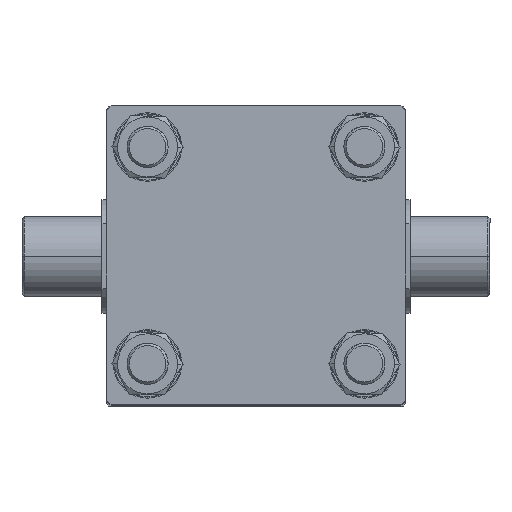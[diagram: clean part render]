
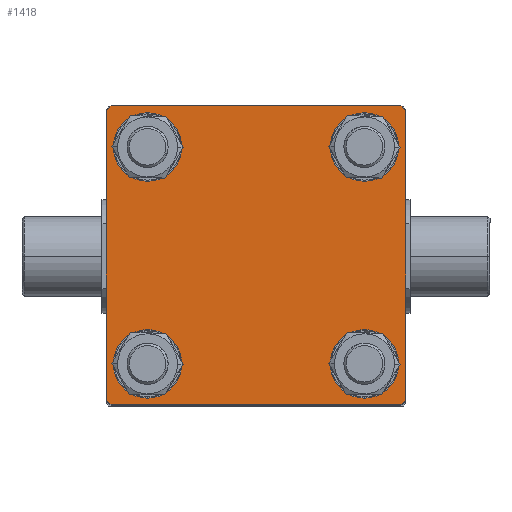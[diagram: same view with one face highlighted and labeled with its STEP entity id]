
A CAD part, top view. The second image highlights one B-rep face of the part: STEP entity #1418.
In plain terms, the highlighted face is planar.
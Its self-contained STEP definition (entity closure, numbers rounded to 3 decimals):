
#671 = ORIENTED_EDGE ( 'NONE', *, *, #2203, .F. ) ;
#672 = ORIENTED_EDGE ( 'NONE', *, *, #2134, .F. ) ;
#673 = ORIENTED_EDGE ( 'NONE', *, *, #2202, .F. ) ;
#674 = ORIENTED_EDGE ( 'NONE', *, *, #2225, .F. ) ;
#675 = ORIENTED_EDGE ( 'NONE', *, *, #2201, .F. ) ;
#676 = ORIENTED_EDGE ( 'NONE', *, *, #2187, .F. ) ;
#677 = ORIENTED_EDGE ( 'NONE', *, *, #2122, .F. ) ;
#679 = ORIENTED_EDGE ( 'NONE', *, *, #2204, .F. ) ;
#680 = ORIENTED_EDGE ( 'NONE', *, *, #2127, .F. ) ;
#681 = ORIENTED_EDGE ( 'NONE', *, *, #2207, .T. ) ;
#682 = ORIENTED_EDGE ( 'NONE', *, *, #2195, .F. ) ;
#683 = ORIENTED_EDGE ( 'NONE', *, *, #2206, .T. ) ;
#684 = ORIENTED_EDGE ( 'NONE', *, *, #2198, .F. ) ;
#685 = ORIENTED_EDGE ( 'NONE', *, *, #2205, .T. ) ;
#689 = ORIENTED_EDGE ( 'NONE', *, *, #2208, .T. ) ;
#690 = ORIENTED_EDGE ( 'NONE', *, *, #2191, .F. ) ;
#974 = FACE_BOUND ( 'NONE', #8509, .T. ) ;
#991 = FACE_BOUND ( 'NONE', #8395, .T. ) ;
#1000 = FACE_BOUND ( 'NONE', #8635, .T. ) ;
#1005 = FACE_OUTER_BOUND ( 'NONE', #8528, .T. ) ;
#1008 = FACE_BOUND ( 'NONE', #8753, .T. ) ;
#1418 = ADVANCED_FACE ( 'NONE', ( #991, #1008, #1000, #974, #1005 ), #4250, .T. ) ;
#1536 = AXIS2_PLACEMENT_3D ( 'NONE', #5272, #5273, #5274 ) ;
#1539 = AXIS2_PLACEMENT_3D ( 'NONE', #5276, #5277, #5278 ) ;
#1540 = AXIS2_PLACEMENT_3D ( 'NONE', #5279, #5280, #5282 ) ;
#1541 = AXIS2_PLACEMENT_3D ( 'NONE', #5285, #5286, #5284 ) ;
#1577 = AXIS2_PLACEMENT_3D ( 'NONE', #4624, #4902, #4869 ) ;
#1581 = AXIS2_PLACEMENT_3D ( 'NONE', #4711, #4618, #4736 ) ;
#1585 = AXIS2_PLACEMENT_3D ( 'NONE', #4898, #4623, #4733 ) ;
#2006 = LINE ( 'NONE', #5256, #2013 ) ;
#2013 = VECTOR ( 'NONE', #5253, 1000. ) ;
#2122 = EDGE_CURVE ( 'NONE', #3139, #3480, #8139, .T. ) ;
#2127 = EDGE_CURVE ( 'NONE', #3122, #3350, #8145, .T. ) ;
#2134 = EDGE_CURVE ( 'NONE', #3227, #3161, #8154, .T. ) ;
#2187 = EDGE_CURVE ( 'NONE', #3250, #3292, #5660, .T. ) ;
#2191 = EDGE_CURVE ( 'NONE', #3147, #3488, #5640, .T. ) ;
#2195 = EDGE_CURVE ( 'NONE', #3190, #3127, #5630, .T. ) ;
#2198 = EDGE_CURVE ( 'NONE', #3328, #3495, #5616, .T. ) ;
#2201 = EDGE_CURVE ( 'NONE', #3494, #3268, #5637, .T. ) ;
#2202 = EDGE_CURVE ( 'NONE', #3161, #3227, #5614, .T. ) ;
#2203 = EDGE_CURVE ( 'NONE', #3350, #3122, #5615, .T. ) ;
#2204 = EDGE_CURVE ( 'NONE', #3480, #3139, #5656, .T. ) ;
#2205 = EDGE_CURVE ( 'NONE', #3250, #3495, #5644, .T. ) ;
#2206 = EDGE_CURVE ( 'NONE', #3328, #3127, #5618, .T. ) ;
#2207 = EDGE_CURVE ( 'NONE', #3190, #3488, #5650, .T. ) ;
#2208 = EDGE_CURVE ( 'NONE', #3147, #3292, #2006, .T. ) ;
#2225 = EDGE_CURVE ( 'NONE', #3268, #3494, #5046, .T. ) ;
#2706 = CARTESIAN_POINT ( 'NONE',  ( -65.5, 63.5, 0. ) ) ;
#2725 = CARTESIAN_POINT ( 'NONE',  ( 38., -47.5, 0. ) ) ;
#2737 = CARTESIAN_POINT ( 'NONE',  ( 63.5, 65.5, 0. ) ) ;
#2753 = CARTESIAN_POINT ( 'NONE',  ( -38., 47.5, 0. ) ) ;
#2758 = CARTESIAN_POINT ( 'NONE',  ( -38., -47.5, 0. ) ) ;
#2761 = CARTESIAN_POINT ( 'NONE',  ( -65.5, -63.5, 0. ) ) ;
#2865 = DIRECTION ( 'NONE',  ( -1., 0., 0. ) ) ;
#2866 = DIRECTION ( 'NONE',  ( 0., 0., -1. ) ) ;
#2867 = CARTESIAN_POINT ( 'NONE',  ( 47.5, 47.5, 0. ) ) ;
#3122 = VERTEX_POINT ( 'NONE', #2758 ) ;
#3127 = VERTEX_POINT ( 'NONE', #2761 ) ;
#3139 = VERTEX_POINT ( 'NONE', #2753 ) ;
#3147 = VERTEX_POINT ( 'NONE', #2737 ) ;
#3161 = VERTEX_POINT ( 'NONE', #2725 ) ;
#3190 = VERTEX_POINT ( 'NONE', #2706 ) ;
#3227 = VERTEX_POINT ( 'NONE', #5761 ) ;
#3250 = VERTEX_POINT ( 'NONE', #5857 ) ;
#3268 = VERTEX_POINT ( 'NONE', #5925 ) ;
#3292 = VERTEX_POINT ( 'NONE', #5844 ) ;
#3328 = VERTEX_POINT ( 'NONE', #5927 ) ;
#3350 = VERTEX_POINT ( 'NONE', #5898 ) ;
#3480 = VERTEX_POINT ( 'NONE', #5869 ) ;
#3488 = VERTEX_POINT ( 'NONE', #5759 ) ;
#3494 = VERTEX_POINT ( 'NONE', #5757 ) ;
#3495 = VERTEX_POINT ( 'NONE', #5756 ) ;
#4250 = PLANE ( 'NONE',  #8325 ) ;
#4379 = CARTESIAN_POINT ( 'NONE',  ( 0., 0., 0. ) ) ;
#4400 = DIRECTION ( 'NONE',  ( -1., 0., 0. ) ) ;
#4412 = DIRECTION ( 'NONE',  ( 0., 0., -1. ) ) ;
#4618 = DIRECTION ( 'NONE',  ( 0., 0., -1. ) ) ;
#4623 = DIRECTION ( 'NONE',  ( 0., 0., -1. ) ) ;
#4624 = CARTESIAN_POINT ( 'NONE',  ( 47.5, -47.5, 0. ) ) ;
#4711 = CARTESIAN_POINT ( 'NONE',  ( -47.5, -47.5, 0. ) ) ;
#4733 = DIRECTION ( 'NONE',  ( -1., 0., 0. ) ) ;
#4736 = DIRECTION ( 'NONE',  ( -1., 0., 0. ) ) ;
#4869 = DIRECTION ( 'NONE',  ( -1., 0., 0. ) ) ;
#4898 = CARTESIAN_POINT ( 'NONE',  ( -47.5, 47.5, 0. ) ) ;
#4902 = DIRECTION ( 'NONE',  ( 0., 0., -1. ) ) ;
#5046 = CIRCLE ( 'NONE', #8077, 9.5 ) ;
#5253 = DIRECTION ( 'NONE',  ( 0.707, -0.707, 0. ) ) ;
#5256 = CARTESIAN_POINT ( 'NONE',  ( 64.5, 64.5, 0. ) ) ;
#5257 = DIRECTION ( 'NONE',  ( 0.707, 0.707, 0. ) ) ;
#5258 = CARTESIAN_POINT ( 'NONE',  ( -64.5, 64.5, 0. ) ) ;
#5260 = DIRECTION ( 'NONE',  ( -0.707, 0.707, 0. ) ) ;
#5271 = CARTESIAN_POINT ( 'NONE',  ( -64.5, -64.5, 0. ) ) ;
#5272 = CARTESIAN_POINT ( 'NONE',  ( -47.5, 47.5, 0. ) ) ;
#5273 = DIRECTION ( 'NONE',  ( 0., 0., -1. ) ) ;
#5274 = DIRECTION ( 'NONE',  ( -1., 0., 0. ) ) ;
#5275 = DIRECTION ( 'NONE',  ( -0.707, -0.707, 0. ) ) ;
#5276 = CARTESIAN_POINT ( 'NONE',  ( -47.5, -47.5, 0. ) ) ;
#5277 = DIRECTION ( 'NONE',  ( 0., 0., -1. ) ) ;
#5278 = DIRECTION ( 'NONE',  ( -1., 0., 0. ) ) ;
#5279 = CARTESIAN_POINT ( 'NONE',  ( 47.5, -47.5, 0. ) ) ;
#5280 = DIRECTION ( 'NONE',  ( 0., 0., -1. ) ) ;
#5282 = DIRECTION ( 'NONE',  ( -1., 0., 0. ) ) ;
#5283 = CARTESIAN_POINT ( 'NONE',  ( 64.5, -64.5, 0. ) ) ;
#5284 = DIRECTION ( 'NONE',  ( -1., 0., 0. ) ) ;
#5285 = CARTESIAN_POINT ( 'NONE',  ( 47.5, 47.5, 0. ) ) ;
#5286 = DIRECTION ( 'NONE',  ( 0., 0., -1. ) ) ;
#5288 = DIRECTION ( 'NONE',  ( 0., 1., 0. ) ) ;
#5292 = CARTESIAN_POINT ( 'NONE',  ( 65.5, -65.5, 0. ) ) ;
#5311 = DIRECTION ( 'NONE',  ( 0., -1., 0. ) ) ;
#5327 = CARTESIAN_POINT ( 'NONE',  ( -65.5, -65.5, 0. ) ) ;
#5328 = CARTESIAN_POINT ( 'NONE',  ( -65.5, 65.5, 0. ) ) ;
#5332 = DIRECTION ( 'NONE',  ( 1., 0., 0. ) ) ;
#5359 = DIRECTION ( 'NONE',  ( -1., 0., 0. ) ) ;
#5378 = CARTESIAN_POINT ( 'NONE',  ( -65.5, -65.5, 0. ) ) ;
#5614 = CIRCLE ( 'NONE', #1540, 9.5 ) ;
#5615 = CIRCLE ( 'NONE', #1539, 9.5 ) ;
#5616 = LINE ( 'NONE', #5327, #5619 ) ;
#5618 = LINE ( 'NONE', #5271, #5643 ) ;
#5619 = VECTOR ( 'NONE', #5332, 1000. ) ;
#5623 = VECTOR ( 'NONE', #5311, 1000. ) ;
#5630 = LINE ( 'NONE', #5378, #5623 ) ;
#5631 = VECTOR ( 'NONE', #5359, 1000. ) ;
#5637 = CIRCLE ( 'NONE', #1541, 9.5 ) ;
#5640 = LINE ( 'NONE', #5328, #5631 ) ;
#5643 = VECTOR ( 'NONE', #5260, 1000. ) ;
#5644 = LINE ( 'NONE', #5283, #5652 ) ;
#5650 = LINE ( 'NONE', #5258, #5651 ) ;
#5651 = VECTOR ( 'NONE', #5257, 1000. ) ;
#5652 = VECTOR ( 'NONE', #5275, 1000. ) ;
#5656 = CIRCLE ( 'NONE', #1536, 9.5 ) ;
#5659 = VECTOR ( 'NONE', #5288, 1000. ) ;
#5660 = LINE ( 'NONE', #5292, #5659 ) ;
#5756 = CARTESIAN_POINT ( 'NONE',  ( 63.5, -65.5, 0. ) ) ;
#5757 = CARTESIAN_POINT ( 'NONE',  ( 38., 47.5, 0. ) ) ;
#5759 = CARTESIAN_POINT ( 'NONE',  ( -63.5, 65.5, 0. ) ) ;
#5761 = CARTESIAN_POINT ( 'NONE',  ( 57., -47.5, 0. ) ) ;
#5844 = CARTESIAN_POINT ( 'NONE',  ( 65.5, 63.5, 0. ) ) ;
#5857 = CARTESIAN_POINT ( 'NONE',  ( 65.5, -63.5, 0. ) ) ;
#5869 = CARTESIAN_POINT ( 'NONE',  ( -57., 47.5, 0. ) ) ;
#5898 = CARTESIAN_POINT ( 'NONE',  ( -57., -47.5, 0. ) ) ;
#5925 = CARTESIAN_POINT ( 'NONE',  ( 57., 47.5, 0. ) ) ;
#5927 = CARTESIAN_POINT ( 'NONE',  ( -63.5, -65.5, 0. ) ) ;
#8077 = AXIS2_PLACEMENT_3D ( 'NONE', #2867, #2866, #2865 ) ;
#8139 = CIRCLE ( 'NONE', #1585, 9.5 ) ;
#8145 = CIRCLE ( 'NONE', #1581, 9.5 ) ;
#8154 = CIRCLE ( 'NONE', #1577, 9.5 ) ;
#8325 = AXIS2_PLACEMENT_3D ( 'NONE', #4379, #4412, #4400 ) ;
#8395 = EDGE_LOOP ( 'NONE', ( #675, #674 ) ) ;
#8509 = EDGE_LOOP ( 'NONE', ( #679, #677 ) ) ;
#8528 = EDGE_LOOP ( 'NONE', ( #676, #685, #684, #683, #682, #681, #690, #689 ) ) ;
#8635 = EDGE_LOOP ( 'NONE', ( #671, #680 ) ) ;
#8753 = EDGE_LOOP ( 'NONE', ( #673, #672 ) ) ;
